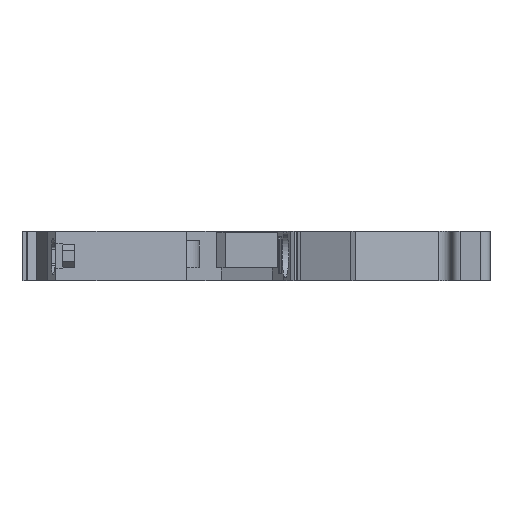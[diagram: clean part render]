
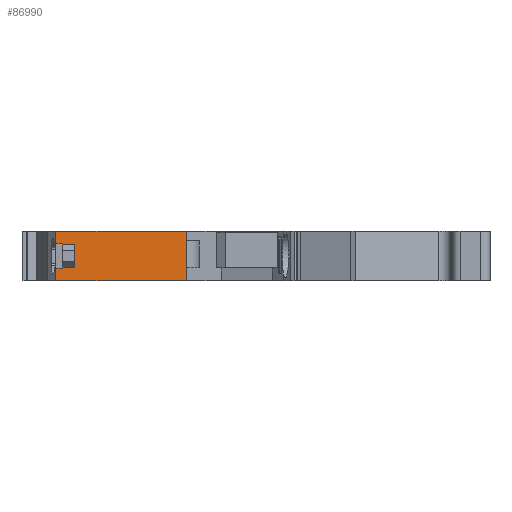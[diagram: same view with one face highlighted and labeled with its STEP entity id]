
A CAD part, left-side view. The second image highlights one B-rep face of the part: STEP entity #86990.
In plain terms, the highlighted planar face has unit normal (-0.996, -0.087, 0).
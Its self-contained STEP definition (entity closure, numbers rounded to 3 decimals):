
#6440=CARTESIAN_POINT('',(27.953,57.1,
12.35));
#6450=VERTEX_POINT('',#6440);
#6500=CARTESIAN_POINT('',(27.953,57.1,0.));
#6510=DIRECTION('',(0.,0.,1.));
#6520=VECTOR('',#6510,1.);
#6530=LINE('',#6500,#6520);
#6540=CARTESIAN_POINT('',(27.953,57.1,
11.05));
#6550=VERTEX_POINT('',#6540);
#6560=EDGE_CURVE('',#6550,#6450,#6530,.T.);
#6780=CARTESIAN_POINT('',(27.953,57.1,
8.5));
#6790=VERTEX_POINT('',#6780);
#6820=CARTESIAN_POINT('',(27.953,57.1,
7.2));
#6830=VERTEX_POINT('',#6820);
#6840=EDGE_CURVE('',#6830,#6790,#6530,.T.);
#23710=CARTESIAN_POINT('',(28.015,56.4,
8.5));
#23720=VERTEX_POINT('',#23710);
#23870=CARTESIAN_POINT('',(28.015,56.4,
11.05));
#23880=VERTEX_POINT('',#23870);
#23910=CARTESIAN_POINT('',(28.015,56.4,0.));
#23920=DIRECTION('',(0.,0.,-1.));
#23930=VECTOR('',#23920,1.);
#23940=LINE('',#23910,#23930);
#23950=CARTESIAN_POINT('',(28.015,56.4,
10.914));
#23960=VERTEX_POINT('',#23950);
#23970=EDGE_CURVE('',#23880,#23960,#23940,.T.);
#24190=CARTESIAN_POINT('',(28.015,56.4,
8.636));
#24200=VERTEX_POINT('',#24190);
#24230=EDGE_CURVE('',#24200,#23720,#23940,.T.);
#32480=CARTESIAN_POINT('',(29.143,43.5,
12.35));
#32490=VERTEX_POINT('',#32480);
#32520=CARTESIAN_POINT('',(32.949,0.,12.35));
#32530=DIRECTION('',(-0.087,0.996,
0.));
#32540=VECTOR('',#32530,1.);
#32550=LINE('',#32520,#32540);
#32560=EDGE_CURVE('',#32490,#6450,#32550,.T.);
#51680=CARTESIAN_POINT('',(29.143,43.5,
12.35));
#51690=DIRECTION('',(0.,0.,1.));
#51700=VECTOR('',#51690,1.);
#51710=LINE('',#51680,#51700);
#51720=CARTESIAN_POINT('',(29.143,43.5,
7.2));
#51730=VERTEX_POINT('',#51720);
#51740=EDGE_CURVE('',#51730,#32490,#51710,.T.);
#86460=CARTESIAN_POINT('',(28.001,56.55,
12.35));
#86470=DIRECTION('',(-0.996,-0.087,
0.));
#86480=DIRECTION('',(0.,0.,-1.));
#86490=AXIS2_PLACEMENT_3D('',#86460,#86470,#86480);
#86500=PLANE('',#86490);
#86510=ORIENTED_EDGE('',*,*,#24230,.T.);
#86520=CARTESIAN_POINT('',(32.949,0.,5.787));
#86530=DIRECTION('',(-0.087,0.995,
0.05));
#86540=VECTOR('',#86530,1.);
#86550=LINE('',#86520,#86540);
#86560=CARTESIAN_POINT('',(28.128,55.1,
8.57));
#86570=VERTEX_POINT('',#86560);
#86580=EDGE_CURVE('',#86570,#24200,#86550,.T.);
#86590=ORIENTED_EDGE('',*,*,#86580,.T.);
#86600=CARTESIAN_POINT('',(28.128,55.1,0.));
#86610=DIRECTION('',(0.,0.,-1.));
#86620=VECTOR('',#86610,1.);
#86630=LINE('',#86600,#86620);
#86640=CARTESIAN_POINT('',(28.128,55.1,
10.98));
#86650=VERTEX_POINT('',#86640);
#86660=EDGE_CURVE('',#86650,#86570,#86630,.T.);
#86670=ORIENTED_EDGE('',*,*,#86660,.T.);
#86680=CARTESIAN_POINT('',(32.949,0.,13.763));
#86690=DIRECTION('',(0.087,-0.995,
0.05));
#86700=VECTOR('',#86690,1.);
#86710=LINE('',#86680,#86700);
#86720=EDGE_CURVE('',#23960,#86650,#86710,.T.);
#86730=ORIENTED_EDGE('',*,*,#86720,.T.);
#86740=ORIENTED_EDGE('',*,*,#23970,.T.);
#86750=CARTESIAN_POINT('',(32.949,0.,11.05));
#86760=DIRECTION('',(0.087,-0.996,
0.));
#86770=VECTOR('',#86760,1.);
#86780=LINE('',#86750,#86770);
#86790=EDGE_CURVE('',#6550,#23880,#86780,.T.);
#86800=ORIENTED_EDGE('',*,*,#86790,.T.);
#86810=ORIENTED_EDGE('',*,*,#6560,.F.);
#86820=ORIENTED_EDGE('',*,*,#32560,.T.);
#86830=ORIENTED_EDGE('',*,*,#51740,.T.);
#86840=CARTESIAN_POINT('',(32.949,0.,7.2));
#86850=DIRECTION('',(0.087,-0.996,
0.));
#86860=VECTOR('',#86850,1.);
#86870=LINE('',#86840,#86860);
#86880=EDGE_CURVE('',#6830,#51730,#86870,.T.);
#86890=ORIENTED_EDGE('',*,*,#86880,.T.);
#86900=ORIENTED_EDGE('',*,*,#6840,.F.);
#86910=CARTESIAN_POINT('',(32.949,0.,8.5));
#86920=DIRECTION('',(-0.087,0.996,
0.));
#86930=VECTOR('',#86920,1.);
#86940=LINE('',#86910,#86930);
#86950=EDGE_CURVE('',#23720,#6790,#86940,.T.);
#86960=ORIENTED_EDGE('',*,*,#86950,.T.);
#86970=EDGE_LOOP('',(#86960,#86900,#86890,#86830,#86820,#86810,#86800,
#86740,#86730,#86670,#86590,#86510));
#86980=FACE_OUTER_BOUND('',#86970,.T.);
#86990=ADVANCED_FACE('',(#86980),#86500,.T.);
